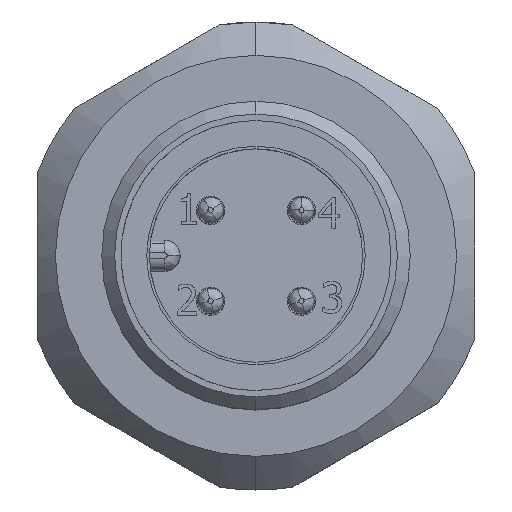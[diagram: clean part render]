
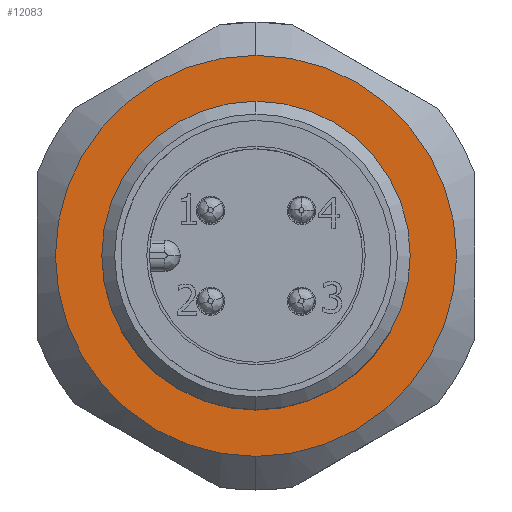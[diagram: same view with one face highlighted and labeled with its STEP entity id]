
A CAD part, top view. The second image highlights one B-rep face of the part: STEP entity #12083.
In plain terms, the highlighted planar face has unit normal (0, 0, 1).
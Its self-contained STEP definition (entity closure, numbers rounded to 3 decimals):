
#12017=AXIS2_PLACEMENT_3D('Circle Axis2P3D',#12015,#12016,$) ;
#12040=AXIS2_PLACEMENT_3D('Circle Axis2P3D',#12038,#12039,$) ;
#12059=AXIS2_PLACEMENT_3D('Plane Axis2P3D',#12056,#12057,#12058) ;
#12067=AXIS2_PLACEMENT_3D('Circle Axis2P3D',#12065,#12066,$) ;
#12076=AXIS2_PLACEMENT_3D('Circle Axis2P3D',#12074,#12075,$) ;
#12005=CARTESIAN_POINT('Vertex',(8.5,1.3,13.3)) ;
#12012=CARTESIAN_POINT('Vertex',(8.5,16.9,13.3)) ;
#12015=CARTESIAN_POINT('Axis2P3D Location',(8.5,9.1,13.3)) ;
#12038=CARTESIAN_POINT('Axis2P3D Location',(8.5,9.1,13.3)) ;
#12056=CARTESIAN_POINT('Axis2P3D Location',(8.5,1.55,13.3)) ;
#12065=CARTESIAN_POINT('Axis2P3D Location',(8.5,9.1,13.3)) ;
#12069=CARTESIAN_POINT('Vertex',(8.5,15.1,13.3)) ;
#12071=CARTESIAN_POINT('Vertex',(8.5,3.1,13.3)) ;
#12074=CARTESIAN_POINT('Axis2P3D Location',(8.5,9.1,13.3)) ;
#12016=DIRECTION('Axis2P3D Direction',(0.,0.,-1.)) ;
#12039=DIRECTION('Axis2P3D Direction',(0.,0.,-1.)) ;
#12057=DIRECTION('Axis2P3D Direction',(0.,0.,1.)) ;
#12058=DIRECTION('Axis2P3D XDirection',(-1.,0.,0.)) ;
#12066=DIRECTION('Axis2P3D Direction',(0.,0.,1.)) ;
#12075=DIRECTION('Axis2P3D Direction',(0.,0.,1.)) ;
#12062=ORIENTED_EDGE('',*,*,#12042,.T.) ;
#12063=ORIENTED_EDGE('',*,*,#12019,.T.) ;
#12080=ORIENTED_EDGE('',*,*,#12073,.F.) ;
#12081=ORIENTED_EDGE('',*,*,#12078,.F.) ;
#12082=FACE_BOUND('',#12079,.T.) ;
#12083=ADVANCED_FACE('V2',(#12064,#12082),#12060,.T.) ;
#12018=CIRCLE('generated circle',#12017,7.8) ;
#12041=CIRCLE('generated circle',#12040,7.8) ;
#12068=CIRCLE('generated circle',#12067,6.) ;
#12077=CIRCLE('generated circle',#12076,6.) ;
#12019=EDGE_CURVE('',#12006,#12013,#12018,.F.) ;
#12042=EDGE_CURVE('',#12013,#12006,#12041,.F.) ;
#12073=EDGE_CURVE('',#12070,#12072,#12068,.T.) ;
#12078=EDGE_CURVE('',#12072,#12070,#12077,.T.) ;
#12061=EDGE_LOOP('',(#12062,#12063)) ;
#12079=EDGE_LOOP('',(#12080,#12081)) ;
#12064=FACE_OUTER_BOUND('',#12061,.T.) ;
#12060=PLANE('',#12059) ;
#12006=VERTEX_POINT('',#12005) ;
#12013=VERTEX_POINT('',#12012) ;
#12070=VERTEX_POINT('',#12069) ;
#12072=VERTEX_POINT('',#12071) ;
